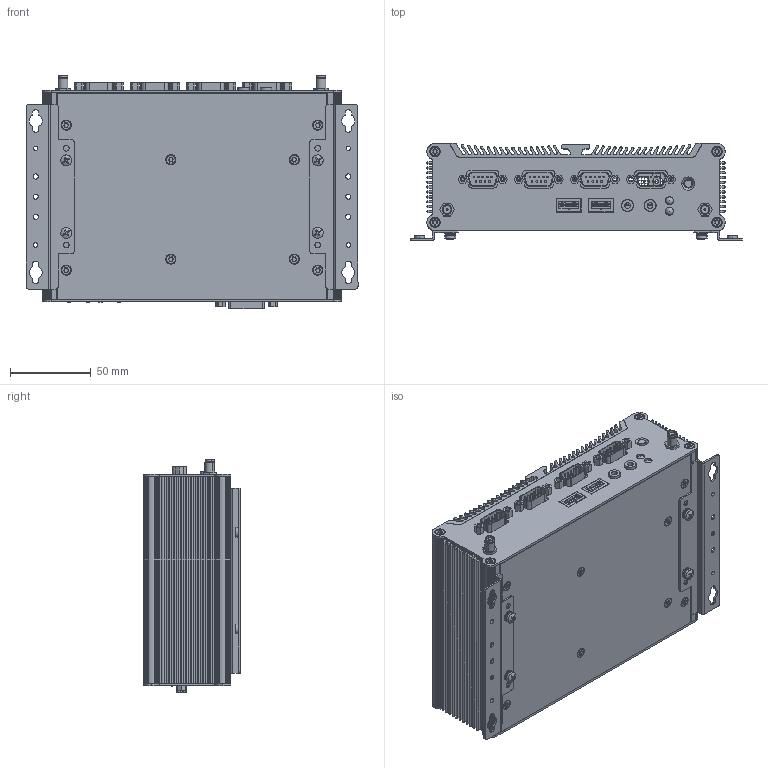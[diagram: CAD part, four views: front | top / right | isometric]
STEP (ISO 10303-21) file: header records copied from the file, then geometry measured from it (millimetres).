
FILE_DESCRIPTION (( 'STEP AP203' ), '1' );
FILE_NAME ('NISE104.STEP', '2012-03-15T10:31:42', ( '' ), ( '' ), 'SwSTEP 2.0', 'SolidWorks 2011', '' );
FILE_SCHEMA (( 'CONFIG_CONTROL_DESIGN' ));
Length unit declared in the file: millimetre
Products named in the file (1): NISE104
Bounding box: 206 x 60 x 145 mm (x, y, z)
Surface area: 230072 mm2 (no closed solid volume)
Topology: 0 solids, 99 shells, 2274 faces, 8310 edges, 6031 vertices
Faces by surface type: cylinder 1081, plane 1081, cone 80, bspline 22, sphere 10
Entity records: 96405 total; most frequent: CARTESIAN_POINT 23289, DIRECTION 15912, ORIENTED_EDGE 13654, EDGE_CURVE 8306, VERTEX_POINT 6029, AXIS2_PLACEMENT_3D 5442, LINE 5028, VECTOR 5028
